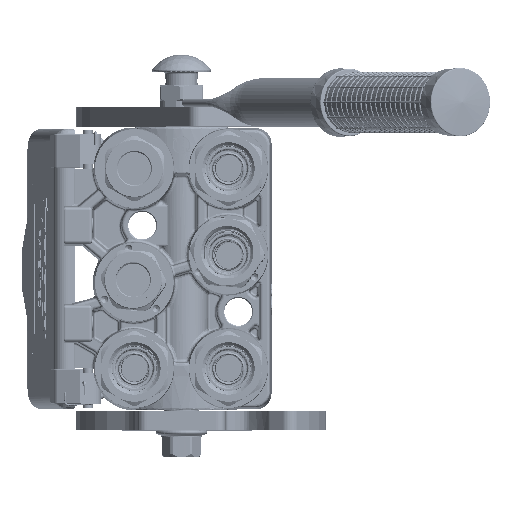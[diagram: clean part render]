
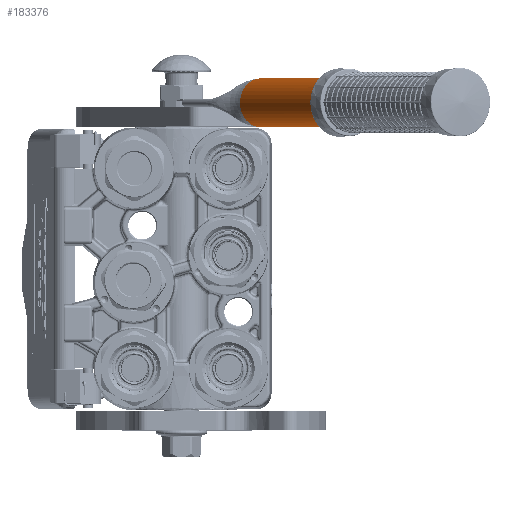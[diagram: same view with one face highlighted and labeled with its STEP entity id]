
A CAD part, top view. The second image highlights one B-rep face of the part: STEP entity #183376.
In plain terms, the highlighted cylindrical face has radius 12.5 mm (diameter 25 mm), a partial arc.
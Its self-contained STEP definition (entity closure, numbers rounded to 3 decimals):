
#4148 = DIRECTION ( 'NONE',  ( 0.994, 0., -0.109 ) ) ;
#6350 = DIRECTION ( 'NONE',  ( 0., 1., 0. ) ) ;
#7660 = CARTESIAN_POINT ( 'NONE',  ( 12.5, 0.24, 0. ) ) ;
#18964 = DIRECTION ( 'NONE',  ( 1., 0., 0. ) ) ;
#23405 = ORIENTED_EDGE ( 'NONE', *, *, #258991, .F. ) ;
#24187 = VERTEX_POINT ( 'NONE', #228015 ) ;
#26309 = B_SPLINE_CURVE_WITH_KNOTS ( 'NONE', 3,
 ( #210058, #252023, #147989, #253814, #231034, #88461, #106830, #168974, #170787, #45564, #87591, #233744, #67498, #255608, #210941, #85788 ),
 .UNSPECIFIED., .F., .F.,
 ( 4, 2, 1, 2, 2, 1, 2, 2, 4 ),
 ( 0., 0.25, 0.313, 0.328, 0.344, 0.375, 0.438, 0.5, 1. ),
 .UNSPECIFIED. ) ;
#33411 = EDGE_LOOP ( 'NONE', ( #227540, #248392, #207777, #118432, #115778, #23405, #251252 ) ) ;
#39364 = EDGE_CURVE ( 'NONE', #127758, #48088, #26309, .T. ) ;
#40149 = CARTESIAN_POINT ( 'NONE',  ( -12.492, 0.214, -0.452 ) ) ;
#43021 = EDGE_CURVE ( 'NONE', #72126, #205005, #58641, .T. ) ;
#45564 = CARTESIAN_POINT ( 'NONE',  ( 12.471, 0.146, -0.847 ) ) ;
#47548 = CARTESIAN_POINT ( 'NONE',  ( 12.5, 0.24, 0. ) ) ;
#48088 = VERTEX_POINT ( 'NONE', #7660 ) ;
#58493 = CARTESIAN_POINT ( 'NONE',  ( -12.482, 0.18, -0.676 ) ) ;
#58641 = LINE ( 'NONE', #224865, #156750 ) ;
#58979 = AXIS2_PLACEMENT_3D ( 'NONE', #246029, #183986, #140218 ) ;
#60158 = DIRECTION ( 'NONE',  ( 0., -1., 0. ) ) ;
#67498 = CARTESIAN_POINT ( 'NONE',  ( 12.479, 0.172, -0.721 ) ) ;
#72126 = VERTEX_POINT ( 'NONE', #241579 ) ;
#78457 = DIRECTION ( 'NONE',  ( 0., 1., 0. ) ) ;
#79537 = CARTESIAN_POINT ( 'NONE',  ( -12.426, 0., -1.36 ) ) ;
#85788 = CARTESIAN_POINT ( 'NONE',  ( 12.5, 0.24, 0. ) ) ;
#87591 = CARTESIAN_POINT ( 'NONE',  ( 12.474, 0.155, -0.804 ) ) ;
#88461 = CARTESIAN_POINT ( 'NONE',  ( 12.466, 0.127, -0.927 ) ) ;
#100732 = AXIS2_PLACEMENT_3D ( 'NONE', #164367, #60158, #18964 ) ;
#102400 = CARTESIAN_POINT ( 'NONE',  ( 12.5, 198., 0. ) ) ;
#106830 = CARTESIAN_POINT ( 'NONE',  ( 12.466, 0.13, -0.917 ) ) ;
#112958 = CARTESIAN_POINT ( 'NONE',  ( -12.5, 198., 0. ) ) ;
#115778 = ORIENTED_EDGE ( 'NONE', *, *, #190485, .F. ) ;
#117111 = LINE ( 'NONE', #47548, #234754 ) ;
#118432 = ORIENTED_EDGE ( 'NONE', *, *, #43021, .T. ) ;
#126137 = CARTESIAN_POINT ( 'NONE',  ( -12.426, 0., -1.36 ) ) ;
#127758 = VERTEX_POINT ( 'NONE', #249847 ) ;
#130747 = EDGE_CURVE ( 'NONE', #127758, #24187, #186623, .T. ) ;
#140011 = DIRECTION ( 'NONE',  ( 0., 1., 0. ) ) ;
#140218 = DIRECTION ( 'NONE',  ( 0.994, 0., -0.109 ) ) ;
#141734 = CARTESIAN_POINT ( 'NONE',  ( -12.494, 0.22, -0.394 ) ) ;
#147989 = CARTESIAN_POINT ( 'NONE',  ( 12.452, 0.083, -1.1 ) ) ;
#156750 = VECTOR ( 'NONE', #140011, 1000. ) ;
#162713 = CARTESIAN_POINT ( 'NONE',  ( -12.488, 0.202, -0.541 ) ) ;
#164367 = CARTESIAN_POINT ( 'NONE',  ( 0., 0., 0. ) ) ;
#164490 = CARTESIAN_POINT ( 'NONE',  ( -12.499, 0.235, -0.221 ) ) ;
#165388 = CARTESIAN_POINT ( 'NONE',  ( -12.5, 0.24, 0. ) ) ;
#167734 = EDGE_CURVE ( 'NONE', #24187, #205734, #176727, .T. ) ;
#168478 = CYLINDRICAL_SURFACE ( 'NONE', #100732, 12.5 ) ;
#168974 = CARTESIAN_POINT ( 'NONE',  ( 12.467, 0.131, -0.91 ) ) ;
#170787 = CARTESIAN_POINT ( 'NONE',  ( 12.468, 0.136, -0.889 ) ) ;
#176727 = CIRCLE ( 'NONE', #58979, 12.5 ) ;
#183376 = ADVANCED_FACE ( 'NONE', ( #207735 ), #168478, .T. ) ;
#183694 = CARTESIAN_POINT ( 'NONE',  ( -12.482, 0.182, -0.665 ) ) ;
#183986 = DIRECTION ( 'NONE',  ( 0., 1., 0. ) ) ;
#185484 = CARTESIAN_POINT ( 'NONE',  ( -12.481, 0.178, -0.688 ) ) ;
#186373 = CARTESIAN_POINT ( 'NONE',  ( -12.472, 0.146, -0.859 ) ) ;
#186623 = CIRCLE ( 'NONE', #260127, 12.5 ) ;
#190485 = EDGE_CURVE ( 'NONE', #245296, #205005, #195919, .T. ) ;
#195919 = CIRCLE ( 'NONE', #201602, 12.5 ) ;
#201602 = AXIS2_PLACEMENT_3D ( 'NONE', #270068, #78457, #224594 ) ;
#204669 = CARTESIAN_POINT ( 'NONE',  ( -12.456, 0.096, -1.087 ) ) ;
#205005 = VERTEX_POINT ( 'NONE', #112958 ) ;
#205734 = VERTEX_POINT ( 'NONE', #126137 ) ;
#207355 = CARTESIAN_POINT ( 'NONE',  ( -12.481, 0.178, -0.683 ) ) ;
#207735 = FACE_OUTER_BOUND ( 'NONE', #33411, .T. ) ;
#207777 = ORIENTED_EDGE ( 'NONE', *, *, #216619, .F. ) ;
#210058 = CARTESIAN_POINT ( 'NONE',  ( 12.426, 0., -1.36 ) ) ;
#210721 = B_SPLINE_CURVE_WITH_KNOTS ( 'NONE', 3,
 ( #165388, #245747, #164490, #141734, #40149, #162713, #224789, #268472, #183694, #58493, #207355, #185484, #186373, #204669, #79537 ),
 .UNSPECIFIED., .F., .F.,
 ( 4, 2, 2, 1, 1, 1, 2, 2, 4 ),
 ( 0., 0.25, 0.375, 0.438, 0.469, 0.484, 0.492, 0.5, 1. ),
 .UNSPECIFIED. ) ;
#210941 = CARTESIAN_POINT ( 'NONE',  ( 12.5, 0.24, -0.216 ) ) ;
#216619 = EDGE_CURVE ( 'NONE', #72126, #205734, #210721, .T. ) ;
#224594 = DIRECTION ( 'NONE',  ( 1., 0., 0. ) ) ;
#224789 = CARTESIAN_POINT ( 'NONE',  ( -12.486, 0.195, -0.586 ) ) ;
#224865 = CARTESIAN_POINT ( 'NONE',  ( -12.5, 0.24, 0. ) ) ;
#227540 = ORIENTED_EDGE ( 'NONE', *, *, #130747, .T. ) ;
#228015 = CARTESIAN_POINT ( 'NONE',  ( 0., 0., -12.5 ) ) ;
#231034 = CARTESIAN_POINT ( 'NONE',  ( 12.464, 0.121, -0.953 ) ) ;
#233744 = CARTESIAN_POINT ( 'NONE',  ( 12.478, 0.167, -0.748 ) ) ;
#234754 = VECTOR ( 'NONE', #6350, 1000. ) ;
#241579 = CARTESIAN_POINT ( 'NONE',  ( -12.5, 0.24, 0. ) ) ;
#245296 = VERTEX_POINT ( 'NONE', #102400 ) ;
#245747 = CARTESIAN_POINT ( 'NONE',  ( -12.5, 0.24, -0.108 ) ) ;
#246029 = CARTESIAN_POINT ( 'NONE',  ( 0., 0., 0. ) ) ;
#248392 = ORIENTED_EDGE ( 'NONE', *, *, #167734, .T. ) ;
#249847 = CARTESIAN_POINT ( 'NONE',  ( 12.426, 0., -1.36 ) ) ;
#251252 = ORIENTED_EDGE ( 'NONE', *, *, #39364, .F. ) ;
#252023 = CARTESIAN_POINT ( 'NONE',  ( 12.441, 0.049, -1.219 ) ) ;
#253814 = CARTESIAN_POINT ( 'NONE',  ( 12.461, 0.114, -0.981 ) ) ;
#254524 = DIRECTION ( 'NONE',  ( 0., 1., 0. ) ) ;
#255382 = CARTESIAN_POINT ( 'NONE',  ( 0., 0., 0. ) ) ;
#255608 = CARTESIAN_POINT ( 'NONE',  ( 12.494, 0.221, -0.449 ) ) ;
#258991 = EDGE_CURVE ( 'NONE', #48088, #245296, #117111, .T. ) ;
#260127 = AXIS2_PLACEMENT_3D ( 'NONE', #255382, #254524, #4148 ) ;
#268472 = CARTESIAN_POINT ( 'NONE',  ( -12.484, 0.186, -0.638 ) ) ;
#270068 = CARTESIAN_POINT ( 'NONE',  ( 0., 198., 0. ) ) ;
